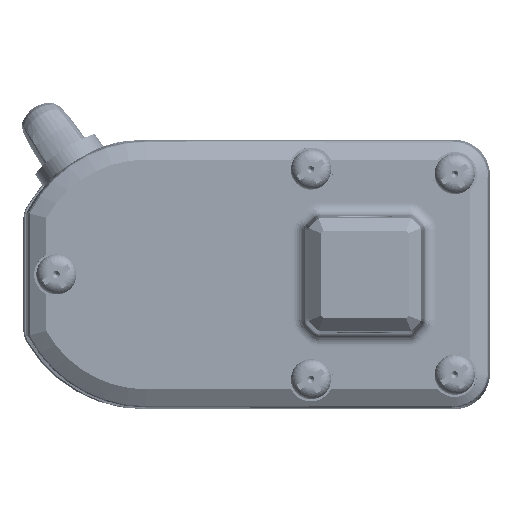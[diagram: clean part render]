
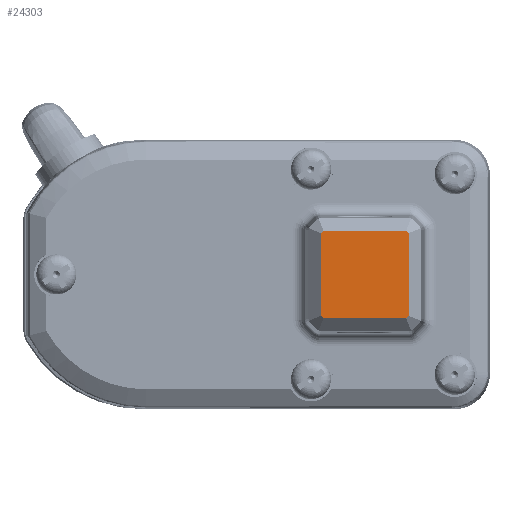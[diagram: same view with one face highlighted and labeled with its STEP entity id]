
A CAD part, front view. The second image highlights one B-rep face of the part: STEP entity #24303.
In plain terms, the highlighted face is planar.
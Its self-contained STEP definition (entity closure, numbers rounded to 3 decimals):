
#356 = CARTESIAN_POINT ( 'NONE',  ( 7.317, -19.406, -24. ) ) ;
#2362 = EDGE_CURVE ( 'NONE', #94294, #56891, #18729, .T. ) ;
#3485 = EDGE_CURVE ( 'NONE', #12407, #10141, #34924, .T. ) ;
#3815 = VECTOR ( 'NONE', #100864, 1000. ) ;
#4783 = CARTESIAN_POINT ( 'NONE',  ( 7.317, -5.629, -24. ) ) ;
#5620 = LINE ( 'NONE', #86510, #72120 ) ;
#6872 = CARTESIAN_POINT ( 'NONE',  ( -7.317, -19.406, -24. ) ) ;
#10141 = VERTEX_POINT ( 'NONE', #6872 ) ;
#11777 = DIRECTION ( 'NONE',  ( -0.707, -0.707, 0. ) ) ;
#11785 = DIRECTION ( 'NONE',  ( 0., -1., 0. ) ) ;
#12407 = VERTEX_POINT ( 'NONE', #52074 ) ;
#12759 = CARTESIAN_POINT ( 'NONE',  ( -7.317, -5.629, -24. ) ) ;
#16434 = CARTESIAN_POINT ( 'NONE',  ( 6.889, -5.2, -24. ) ) ;
#16909 = VERTEX_POINT ( 'NONE', #12759 ) ;
#18729 = LINE ( 'NONE', #41258, #3815 ) ;
#18814 = VECTOR ( 'NONE', #29469, 1000. ) ;
#24303 = ADVANCED_FACE ( 'NONE', ( #38779 ), #92299, .F. ) ;
#26308 = DIRECTION ( 'NONE',  ( -0.707, 0.707, 0. ) ) ;
#27786 = EDGE_CURVE ( 'NONE', #10141, #16909, #57568, .T. ) ;
#29469 = DIRECTION ( 'NONE',  ( 0.707, 0.707, 0. ) ) ;
#34112 = DIRECTION ( 'NONE',  ( 0.707, -0.707, 0. ) ) ;
#34924 = LINE ( 'NONE', #69550, #63449 ) ;
#37200 = VERTEX_POINT ( 'NONE', #108105 ) ;
#38779 = FACE_OUTER_BOUND ( 'NONE', #57285, .T. ) ;
#41258 = CARTESIAN_POINT ( 'NONE',  ( 0., -5.2, -24. ) ) ;
#42707 = VERTEX_POINT ( 'NONE', #4783 ) ;
#45040 = LINE ( 'NONE', #46752, #93940 ) ;
#46752 = CARTESIAN_POINT ( 'NONE',  ( 7.317, 0., -24. ) ) ;
#49047 = DIRECTION ( 'NONE',  ( 0., 0., 1. ) ) ;
#49806 = CARTESIAN_POINT ( 'NONE',  ( 0., 0., -24. ) ) ;
#49907 = LINE ( 'NONE', #64899, #97387 ) ;
#50604 = ORIENTED_EDGE ( 'NONE', *, *, #109589, .T. ) ;
#52074 = CARTESIAN_POINT ( 'NONE',  ( -6.889, -19.835, -24. ) ) ;
#55040 = ORIENTED_EDGE ( 'NONE', *, *, #101949, .T. ) ;
#56891 = VERTEX_POINT ( 'NONE', #16434 ) ;
#57285 = EDGE_LOOP ( 'NONE', ( #95482, #55040, #94784, #50604, #95209, #74292, #75001, #81141 ) ) ;
#57568 = LINE ( 'NONE', #105172, #109226 ) ;
#59238 = EDGE_CURVE ( 'NONE', #37200, #12407, #93197, .T. ) ;
#60116 = DIRECTION ( 'NONE',  ( -1., 0., 0. ) ) ;
#63449 = VECTOR ( 'NONE', #26308, 1000. ) ;
#64899 = CARTESIAN_POINT ( 'NONE',  ( 13.362, -13.362, -24. ) ) ;
#69550 = CARTESIAN_POINT ( 'NONE',  ( -13.362, -13.362, -24. ) ) ;
#72120 = VECTOR ( 'NONE', #34112, 1000. ) ;
#73448 = CARTESIAN_POINT ( 'NONE',  ( -0.844, 0.844, -24. ) ) ;
#74292 = ORIENTED_EDGE ( 'NONE', *, *, #3485, .T. ) ;
#74810 = DIRECTION ( 'NONE',  ( 1., 0., 0. ) ) ;
#75001 = ORIENTED_EDGE ( 'NONE', *, *, #27786, .T. ) ;
#79571 = VECTOR ( 'NONE', #60116, 1000. ) ;
#81141 = ORIENTED_EDGE ( 'NONE', *, *, #104568, .T. ) ;
#81608 = VERTEX_POINT ( 'NONE', #356 ) ;
#86510 = CARTESIAN_POINT ( 'NONE',  ( 0.844, 0.844, -24. ) ) ;
#89254 = EDGE_CURVE ( 'NONE', #42707, #81608, #45040, .T. ) ;
#92299 = PLANE ( 'NONE',  #104327 ) ;
#93197 = LINE ( 'NONE', #110999, #79571 ) ;
#93940 = VECTOR ( 'NONE', #11785, 1000. ) ;
#94294 = VERTEX_POINT ( 'NONE', #97845 ) ;
#94784 = ORIENTED_EDGE ( 'NONE', *, *, #89254, .T. ) ;
#95209 = ORIENTED_EDGE ( 'NONE', *, *, #59238, .T. ) ;
#95482 = ORIENTED_EDGE ( 'NONE', *, *, #2362, .T. ) ;
#97387 = VECTOR ( 'NONE', #11777, 1000. ) ;
#97845 = CARTESIAN_POINT ( 'NONE',  ( -6.889, -5.2, -24. ) ) ;
#100864 = DIRECTION ( 'NONE',  ( 1., 0., 0. ) ) ;
#101949 = EDGE_CURVE ( 'NONE', #56891, #42707, #5620, .T. ) ;
#104327 = AXIS2_PLACEMENT_3D ( 'NONE', #49806, #49047, #74810 ) ;
#104568 = EDGE_CURVE ( 'NONE', #16909, #94294, #108462, .T. ) ;
#105172 = CARTESIAN_POINT ( 'NONE',  ( -7.317, 0., -24. ) ) ;
#105910 = DIRECTION ( 'NONE',  ( 0., 1., 0. ) ) ;
#108105 = CARTESIAN_POINT ( 'NONE',  ( 6.889, -19.835, -24. ) ) ;
#108462 = LINE ( 'NONE', #73448, #18814 ) ;
#109226 = VECTOR ( 'NONE', #105910, 1000. ) ;
#109589 = EDGE_CURVE ( 'NONE', #81608, #37200, #49907, .T. ) ;
#110999 = CARTESIAN_POINT ( 'NONE',  ( 0., -19.835, -24. ) ) ;
